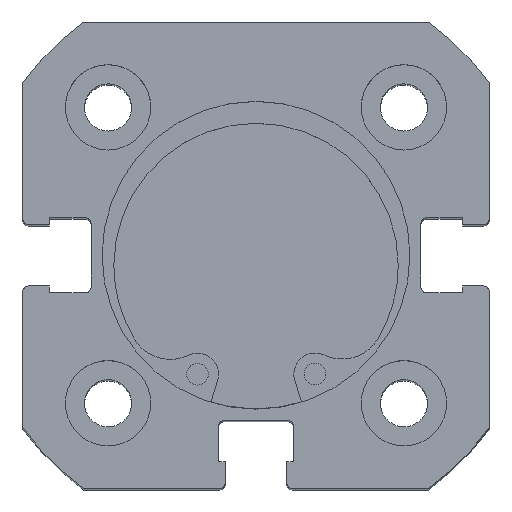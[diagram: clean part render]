
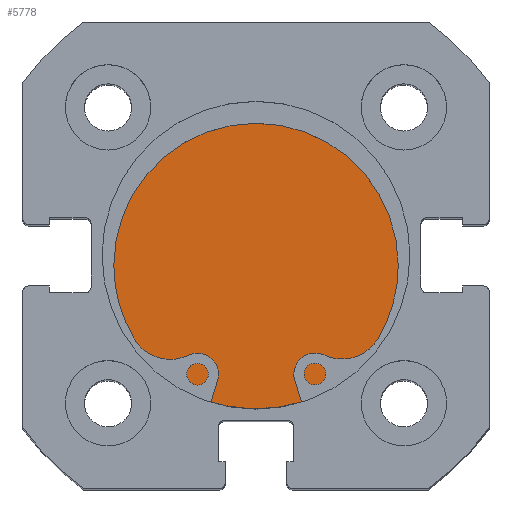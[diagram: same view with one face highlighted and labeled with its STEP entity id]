
A CAD part, top view. The second image highlights one B-rep face of the part: STEP entity #5778.
In plain terms, the highlighted face is planar.
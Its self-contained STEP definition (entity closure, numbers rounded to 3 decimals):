
#170 = ORIENTED_EDGE ( 'NONE', *, *, #4252, .F. ) ;
#171 = ORIENTED_EDGE ( 'NONE', *, *, #4228, .F. ) ;
#708 = CIRCLE ( 'NONE', #4539, 13.5 ) ;
#729 = CIRCLE ( 'NONE', #4557, 13.5 ) ;
#1570 = CARTESIAN_POINT ( 'NONE',  ( 6., 13.5, 0. ) ) ;
#1571 = PLANE ( 'NONE',  #4934 ) ;
#1573 = DIRECTION ( 'NONE',  ( -1., 0., 0. ) ) ;
#1574 = DIRECTION ( 'NONE',  ( 0., 0., 1. ) ) ;
#2099 = FACE_OUTER_BOUND ( 'NONE', #5359, .T. ) ;
#2298 = CARTESIAN_POINT ( 'NONE',  ( 6., 0., -13.5 ) ) ;
#2308 = CARTESIAN_POINT ( 'NONE',  ( 6., 0., 13.5 ) ) ;
#2711 = VERTEX_POINT ( 'NONE', #2308 ) ;
#2713 = VERTEX_POINT ( 'NONE', #2298 ) ;
#3702 = DIRECTION ( 'NONE',  ( 0., 0., 1. ) ) ;
#3703 = DIRECTION ( 'NONE',  ( -1., 0., 0. ) ) ;
#3705 = CARTESIAN_POINT ( 'NONE',  ( 6., 0., 0. ) ) ;
#3754 = DIRECTION ( 'NONE',  ( 0., 0., 1. ) ) ;
#3756 = DIRECTION ( 'NONE',  ( -1., 0., 0. ) ) ;
#3762 = CARTESIAN_POINT ( 'NONE',  ( 6., 0., 0. ) ) ;
#4228 = EDGE_CURVE ( 'NONE', #2711, #2713, #708, .T. ) ;
#4252 = EDGE_CURVE ( 'NONE', #2713, #2711, #729, .T. ) ;
#4539 = AXIS2_PLACEMENT_3D ( 'NONE', #3762, #3756, #3754 ) ;
#4557 = AXIS2_PLACEMENT_3D ( 'NONE', #3705, #3703, #3702 ) ;
#4934 = AXIS2_PLACEMENT_3D ( 'NONE', #1570, #1573, #1574 ) ;
#5359 = EDGE_LOOP ( 'NONE', ( #171, #170 ) ) ;
#5778 = ADVANCED_FACE ( 'NONE', ( #2099 ), #1571, .F. ) ;
